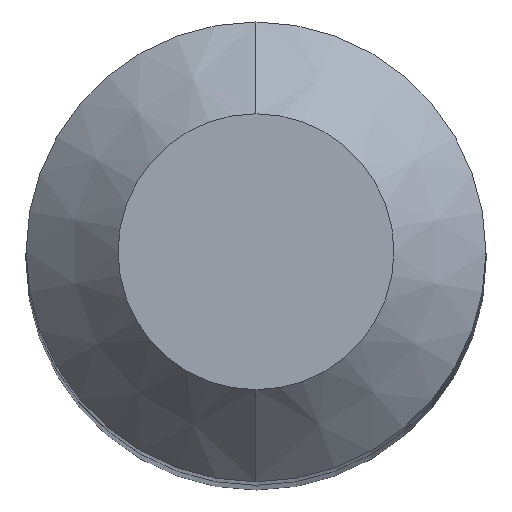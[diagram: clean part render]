
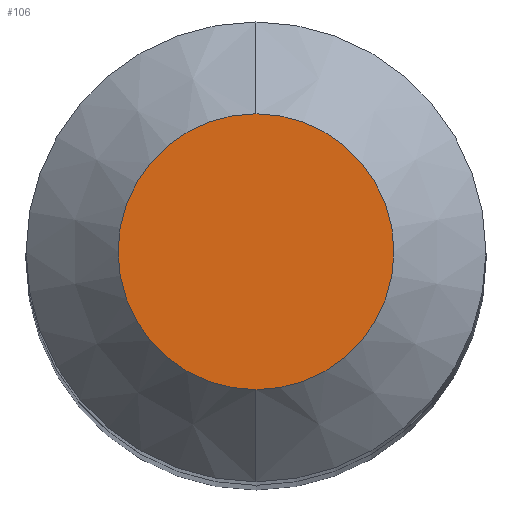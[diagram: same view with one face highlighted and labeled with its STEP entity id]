
A CAD part, top view. The second image highlights one B-rep face of the part: STEP entity #106.
In plain terms, the highlighted planar face has unit normal (0, 0, 1).
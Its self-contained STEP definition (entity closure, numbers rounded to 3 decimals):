
#106=ADVANCED_FACE('',(#198),#199,.T.);
#198=FACE_OUTER_BOUND('',#302,.T.);
#199=PLANE('',#303);
#302=EDGE_LOOP('',(#418,#419));
#303=AXIS2_PLACEMENT_3D('',#420,#421,#422);
#418=ORIENTED_EDGE('',*,*,#521,.F.);
#419=ORIENTED_EDGE('',*,*,#524,.F.);
#420=CARTESIAN_POINT('',(0.,1.5,40.0));
#421=DIRECTION('',(0.,0.0,1.0));
#422=DIRECTION('',(0.0,-1.0,0.0));
#521=EDGE_CURVE('',#595,#597,#598,.T.);
#524=EDGE_CURVE('',#597,#595,#601,.T.);
#595=VERTEX_POINT('',#671);
#597=VERTEX_POINT('',#674);
#598=CIRCLE('',#675,3.0);
#601=CIRCLE('',#679,3.0);
#671=CARTESIAN_POINT('',(0.,3.0,40.0));
#674=CARTESIAN_POINT('',(0.,-3.0,40.0));
#675=AXIS2_PLACEMENT_3D('',#732,#733,#734);
#679=AXIS2_PLACEMENT_3D('',#736,#737,#738);
#732=CARTESIAN_POINT('',(0.,0.0,40.0));
#733=DIRECTION('',(0.,0.0,-1.0));
#734=DIRECTION('',(0.0,1.0,0.0));
#736=CARTESIAN_POINT('',(0.,0.0,40.0));
#737=DIRECTION('',(0.,0.0,-1.0));
#738=DIRECTION('',(0.0,1.0,0.0));
